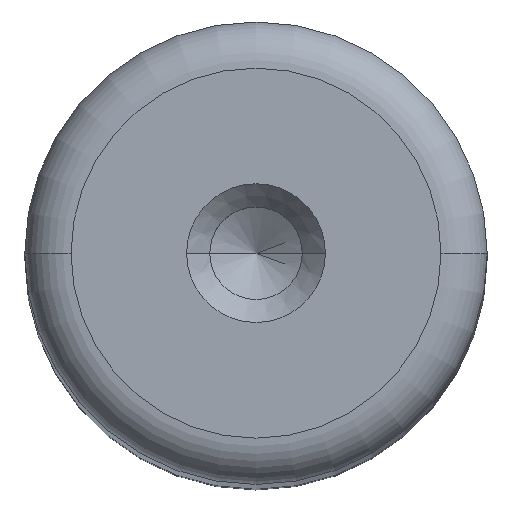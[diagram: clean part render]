
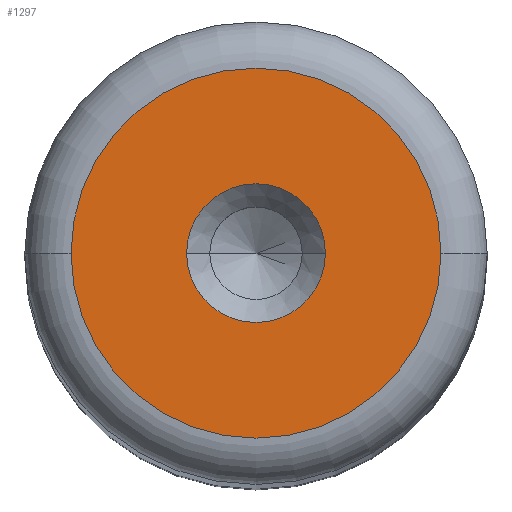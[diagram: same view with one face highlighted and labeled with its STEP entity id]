
A CAD part, top view. The second image highlights one B-rep face of the part: STEP entity #1297.
In plain terms, the highlighted planar face has unit normal (0, 0, 1).
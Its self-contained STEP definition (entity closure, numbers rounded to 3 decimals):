
#97 = VERTEX_POINT ( 'NONE', #394 ) ;
#105 = ORIENTED_EDGE ( 'NONE', *, *, #1203, .F. ) ;
#170 = EDGE_CURVE ( 'NONE', #234, #1532, #372, .T. ) ;
#234 = VERTEX_POINT ( 'NONE', #1430 ) ;
#259 = DIRECTION ( 'NONE',  ( 0., 0., 1. ) ) ;
#297 = CARTESIAN_POINT ( 'NONE',  ( -4., 0., 70. ) ) ;
#305 = AXIS2_PLACEMENT_3D ( 'NONE', #1243, #1356, #656 ) ;
#319 = EDGE_LOOP ( 'NONE', ( #1538, #105 ) ) ;
#331 = FACE_OUTER_BOUND ( 'NONE', #685, .T. ) ;
#372 = CIRCLE ( 'NONE', #1049, 1.5 ) ;
#386 = CIRCLE ( 'NONE', #1329, 4. ) ;
#394 = CARTESIAN_POINT ( 'NONE',  ( 4., 0., 70. ) ) ;
#443 = AXIS2_PLACEMENT_3D ( 'NONE', #1091, #1076, #979 ) ;
#480 = DIRECTION ( 'NONE',  ( 1., 0., 0. ) ) ;
#486 = DIRECTION ( 'NONE',  ( 0., 0., 1. ) ) ;
#492 = CARTESIAN_POINT ( 'NONE',  ( 0., 0., 70. ) ) ;
#502 = EDGE_CURVE ( 'NONE', #771, #97, #667, .T. ) ;
#656 = DIRECTION ( 'NONE',  ( 1., 0., 0. ) ) ;
#661 = DIRECTION ( 'NONE',  ( 0., 0., 1. ) ) ;
#667 = CIRCLE ( 'NONE', #443, 4. ) ;
#685 = EDGE_LOOP ( 'NONE', ( #1506, #833 ) ) ;
#771 = VERTEX_POINT ( 'NONE', #297 ) ;
#833 = ORIENTED_EDGE ( 'NONE', *, *, #502, .T. ) ;
#973 = CARTESIAN_POINT ( 'NONE',  ( 0., 0., 70. ) ) ;
#979 = DIRECTION ( 'NONE',  ( 1., 0., 0. ) ) ;
#1004 = AXIS2_PLACEMENT_3D ( 'NONE', #973, #259, #1092 ) ;
#1049 = AXIS2_PLACEMENT_3D ( 'NONE', #492, #486, #480 ) ;
#1076 = DIRECTION ( 'NONE',  ( 0., 0., 1. ) ) ;
#1091 = CARTESIAN_POINT ( 'NONE',  ( 0., 0., 70. ) ) ;
#1092 = DIRECTION ( 'NONE',  ( 1., 0., 0. ) ) ;
#1122 = PLANE ( 'NONE',  #305 ) ;
#1182 = CIRCLE ( 'NONE', #1004, 1.5 ) ;
#1203 = EDGE_CURVE ( 'NONE', #1532, #234, #1182, .T. ) ;
#1231 = FACE_BOUND ( 'NONE', #319, .T. ) ;
#1243 = CARTESIAN_POINT ( 'NONE',  ( 0., 0., 70. ) ) ;
#1297 = ADVANCED_FACE ( 'NONE', ( #1231, #331 ), #1122, .T. ) ;
#1329 = AXIS2_PLACEMENT_3D ( 'NONE', #1364, #661, #1474 ) ;
#1356 = DIRECTION ( 'NONE',  ( 0., 0., 1. ) ) ;
#1364 = CARTESIAN_POINT ( 'NONE',  ( 0., 0., 70. ) ) ;
#1430 = CARTESIAN_POINT ( 'NONE',  ( 1.5, 0., 70. ) ) ;
#1470 = CARTESIAN_POINT ( 'NONE',  ( -1.5, 0., 70. ) ) ;
#1474 = DIRECTION ( 'NONE',  ( 1., 0., 0. ) ) ;
#1506 = ORIENTED_EDGE ( 'NONE', *, *, #1543, .T. ) ;
#1532 = VERTEX_POINT ( 'NONE', #1470 ) ;
#1538 = ORIENTED_EDGE ( 'NONE', *, *, #170, .F. ) ;
#1543 = EDGE_CURVE ( 'NONE', #97, #771, #386, .T. ) ;
